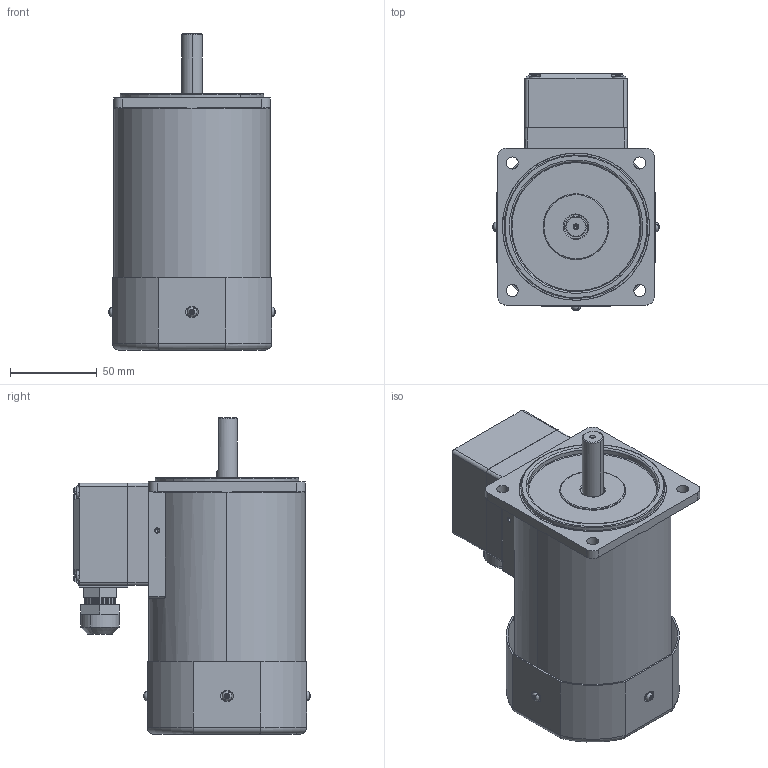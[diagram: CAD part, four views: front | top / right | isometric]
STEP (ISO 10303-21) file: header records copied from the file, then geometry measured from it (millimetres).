
FILE_DESCRIPTION (( 'STEP AP203' ), '1' );
FILE_NAME ('5IK90A-¡¼FTs-5C0A0¡¼7000Z0.STEP', '2017-10-13T01:36:11', ( '' ), ( '' ), 'SwSTEP 2.0', 'SolidWorks 2010', '' );
FILE_SCHEMA (( 'CONFIG_CONTROL_DESIGN' ));
Length unit declared in the file: millimetre
Products named in the file (12): 出線頭 Ver.2; 丸頭十字螺絲M3x6_B18.6.7M - M3 x 0.5 x 8 Type I Cross Recessed PHMS --8C; 90A_4.研磨; 風扇蓋FC-9042-21; 5IK90A-〖FTs-5C0A0〖7000Z0; 圓頭十字螺絲 M3 x 40 --40N_JIS B 1111 Binding head screw M3 x 40 --40N; 上蓋 C583-32; M590Ts-F; 成品180度; Ts下蓋; Ts上蓋; Ts下墊片
Assembly tree (17 placements, depth 3):
  5IK90A-〖FTs-5C0A0〖7000Z0
    成品180度
      Ts下蓋
      圓頭十字螺絲 M3 x 40 --40N_JIS B 1111 Binding head screw M3 x 40 --40N  x4
      Ts上蓋
      出線頭 Ver.2
      Ts下墊片
    90A_4.研磨
    丸頭十字螺絲M3x6_B18.6.7M - M3 x 0.5 x 8 Type I Cross Recessed PHMS --8C  x4
    風扇蓋FC-9042-21
    M590Ts-F
    上蓋 C583-32
Bounding box: 95.92 x 136.21 x 182.5 mm (x, y, z)
Volume: 1033791.8 mm3; surface area: 148332.6 mm2
Topology: 16 solids, 17 shells, 2685 faces, 6991 edges, 4380 vertices
Faces by surface type: cone 1348, cylinder 936, plane 330, torus 55, sphere 16
Entity records: 35402 total; most frequent: CARTESIAN_POINT 6662, DIRECTION 6276, ORIENTED_EDGE 5498, EDGE_CURVE 2749, AXIS2_PLACEMENT_3D 2525, VERTEX_POINT 1731, CIRCLE 1418, LINE 1226
